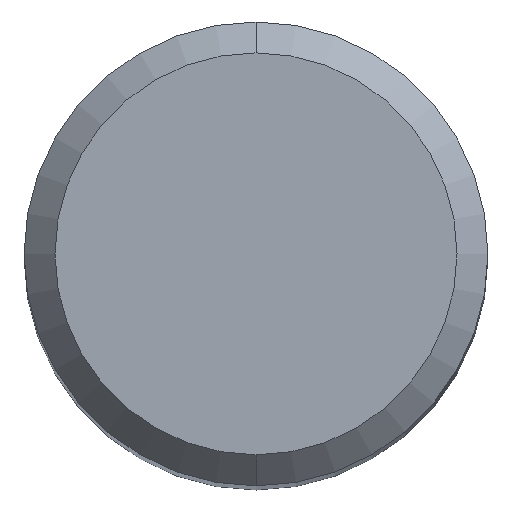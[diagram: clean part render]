
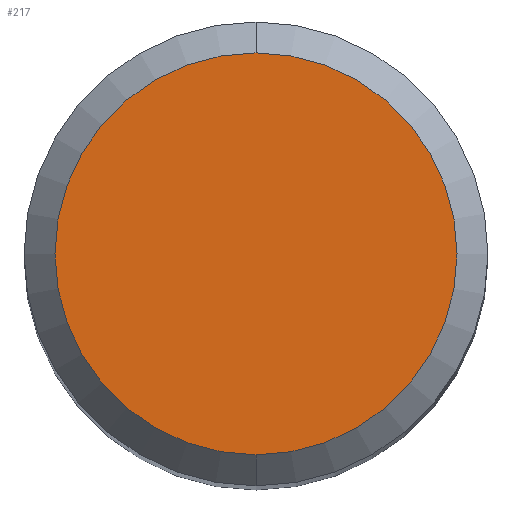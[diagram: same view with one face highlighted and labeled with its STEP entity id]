
A CAD part, top view. The second image highlights one B-rep face of the part: STEP entity #217.
In plain terms, the highlighted planar face has unit normal (0, 0, 1).
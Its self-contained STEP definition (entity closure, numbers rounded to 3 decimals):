
#133=EDGE_CURVE('',#137,#191,#291,.T.);
#137=VERTEX_POINT('',#295);
#191=VERTEX_POINT('',#355);
#217=ADVANCED_FACE('',(#383),#384,.T.);
#229=EDGE_CURVE('',#191,#137,#397,.T.);
#291=CIRCLE('',#458,2.6);
#295=CARTESIAN_POINT('',(0.,-2.6,0.));
#355=CARTESIAN_POINT('',(0.0,2.6,0.));
#383=FACE_OUTER_BOUND('',#582,.T.);
#384=PLANE('',#583);
#397=CIRCLE('',#599,2.6);
#458=AXIS2_PLACEMENT_3D('',#664,#665,#666);
#582=EDGE_LOOP('',(#772,#773));
#583=AXIS2_PLACEMENT_3D('',#774,#775,#776);
#599=AXIS2_PLACEMENT_3D('',#790,#791,#792);
#664=CARTESIAN_POINT('',(0.0,0.0,0.));
#665=DIRECTION('',(0.0,0.0,-1.0));
#666=DIRECTION('',(0.0,1.0,0.0));
#772=ORIENTED_EDGE('',*,*,#229,.F.);
#773=ORIENTED_EDGE('',*,*,#133,.F.);
#774=CARTESIAN_POINT('',(0.0,1.3,0.));
#775=DIRECTION('',(-0.0,0.0,1.0));
#776=DIRECTION('',(0.0,-1.0,0.0));
#790=CARTESIAN_POINT('',(0.0,0.0,0.));
#791=DIRECTION('',(0.0,0.0,-1.0));
#792=DIRECTION('',(0.0,1.0,0.0));
